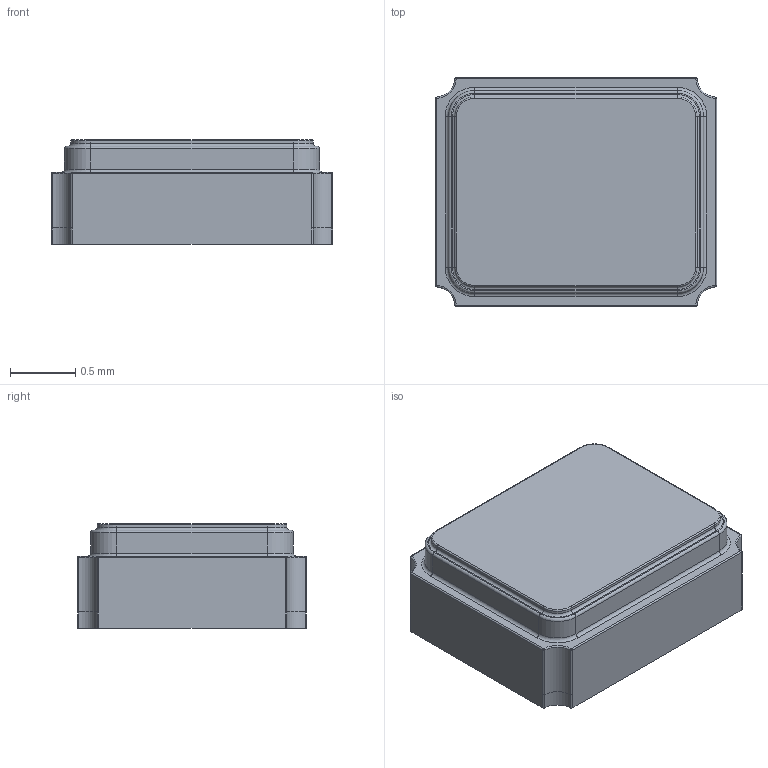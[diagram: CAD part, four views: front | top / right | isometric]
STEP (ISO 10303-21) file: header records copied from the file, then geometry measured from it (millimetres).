
FILE_DESCRIPTION(/* description */ (''),/* implementation_level */ '2;1');
FILE_NAME(/* name */ 'Taitien TZ 2.0x1.6.step',/* time_stamp */ '2024-07-25T03:04:01+01:00',/* author */ (''),/* organization */ (''),/* preprocessor_version */ 'ST-DEVELOPER v20',/* originating_system */ 'Autodesk Translation Framework v13.14.0.145',/* authorisation */ '');
FILE_SCHEMA (('AUTOMOTIVE_DESIGN { 1 0 10303 214 3 1 1 }'));
Length unit declared in the file: millimetre
Products named in the file (1): Taitien TZ 2.0x1.6
Bounding box: 2.15 x 1.75 x 0.8 mm (x, y, z)
Volume: 2.8 mm3; surface area: 12.9 mm2
Topology: 1 solids, 1 shells, 125 faces, 299 edges, 178 vertices
Faces by surface type: cylinder 60, plane 37, torus 20, sphere 8
Entity records: 3710 total; most frequent: DIRECTION 687, CARTESIAN_POINT 603, ORIENTED_EDGE 598, EDGE_CURVE 299, AXIS2_PLACEMENT_3D 262, VERTEX_POINT 178, LINE 163, VECTOR 163
